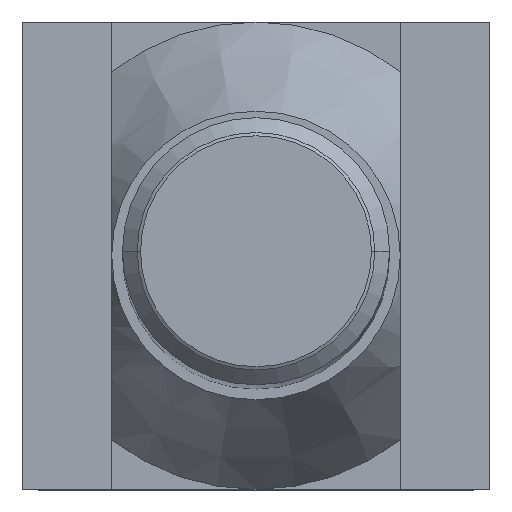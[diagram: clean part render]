
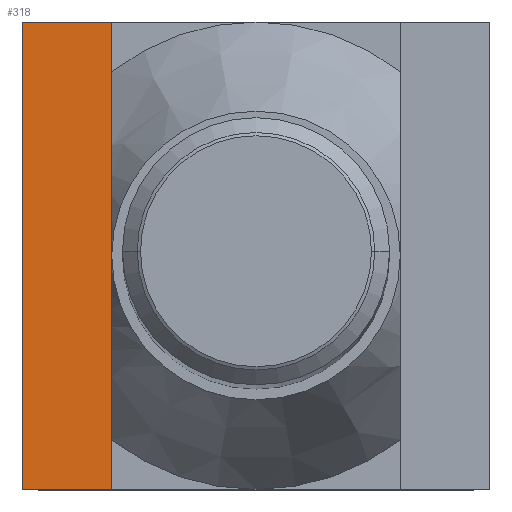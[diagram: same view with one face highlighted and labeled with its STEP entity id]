
A CAD part, top view. The second image highlights one B-rep face of the part: STEP entity #318.
In plain terms, the highlighted planar face has unit normal (0, 0, 1).
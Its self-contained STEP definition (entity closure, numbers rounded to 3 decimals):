
#188=EDGE_CURVE('',#366,#382,#450,.T.);
#202=EDGE_CURVE('',#366,#214,#466,.T.);
#210=EDGE_CURVE('',#224,#214,#475,.T.);
#214=VERTEX_POINT('',#479);
#218=EDGE_CURVE('',#382,#224,#483,.T.);
#224=VERTEX_POINT('',#489);
#318=ADVANCED_FACE('',(#595),#596,.T.);
#366=VERTEX_POINT('',#647);
#382=VERTEX_POINT('',#664);
#450=LINE('',#742,#743);
#466=LINE('',#763,#764);
#475=LINE('',#776,#777);
#479=CARTESIAN_POINT('',(-10.8,-17.5,0.));
#483=LINE('',#789,#790);
#489=CARTESIAN_POINT('',(-17.5,-17.5,0.));
#595=FACE_OUTER_BOUND('',#949,.T.);
#596=PLANE('',#950);
#647=CARTESIAN_POINT('',(-10.8,17.5,0.));
#664=CARTESIAN_POINT('',(-17.5,17.5,0.));
#742=CARTESIAN_POINT('',(-10.8,17.5,0.));
#743=VECTOR('',#1149,1.0);
#763=CARTESIAN_POINT('',(-10.8,0.,0.));
#764=VECTOR('',#1170,1.0);
#776=CARTESIAN_POINT('',(-10.8,-17.5,0.));
#777=VECTOR('',#1180,1.0);
#789=CARTESIAN_POINT('',(-17.5,0.,0.));
#790=VECTOR('',#1185,1.0);
#949=EDGE_LOOP('',(#1316,#1317,#1318,#1319));
#950=AXIS2_PLACEMENT_3D('',#1320,#1321,#1322);
#1149=DIRECTION('',(-1.0,0.0,0.0));
#1170=DIRECTION('',(0.0,-1.0,0.));
#1180=DIRECTION('',(1.0,0.0,0.0));
#1185=DIRECTION('',(0.0,-1.0,0.));
#1316=ORIENTED_EDGE('',*,*,#210,.T.);
#1317=ORIENTED_EDGE('',*,*,#202,.F.);
#1318=ORIENTED_EDGE('',*,*,#188,.T.);
#1319=ORIENTED_EDGE('',*,*,#218,.T.);
#1320=CARTESIAN_POINT('',(-17.5,0.,0.));
#1321=DIRECTION('',(0.0,0.,1.0));
#1322=DIRECTION('',(0.0,-1.0,0.));
